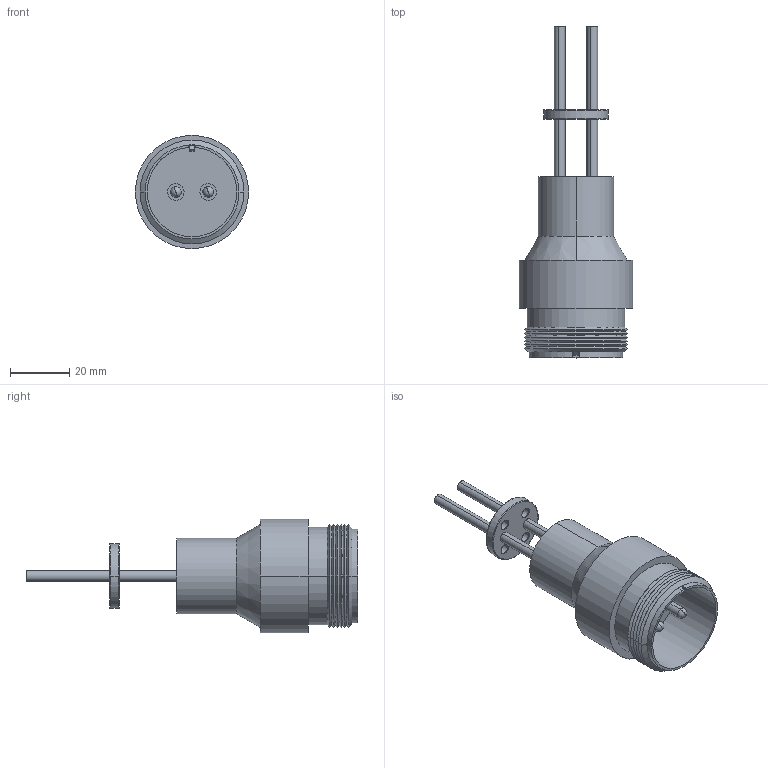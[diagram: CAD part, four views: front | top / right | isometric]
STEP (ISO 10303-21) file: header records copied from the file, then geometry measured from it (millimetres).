
FILE_DESCRIPTION (( 'STEP AP203' ), '1' );
FILE_NAME ('A5076-3-W.STEP', '2012-05-14T13:44:10', ( '' ), ( '' ), 'SwSTEP 2.0', 'SolidWorks 2011', '' );
FILE_SCHEMA (( 'CONFIG_CONTROL_DESIGN' ));
Length unit declared in the file: inch
Products named in the file (1): A5076-3-W
Bounding box: 38.1 x 111.76 x 38.1 mm (x, y, z)
Volume: 18459.9 mm3; surface area: 17858.4 mm2
Topology: 1 solids, 2 shells, 145 faces, 310 edges, 188 vertices
Faces by surface type: cylinder 57, cone 48, plane 32, torus 8
Entity records: 4039 total; most frequent: DIRECTION 779, CARTESIAN_POINT 653, ORIENTED_EDGE 620, AXIS2_PLACEMENT_3D 326, EDGE_CURVE 310, VERTEX_POINT 188, CIRCLE 180, EDGE_LOOP 176
